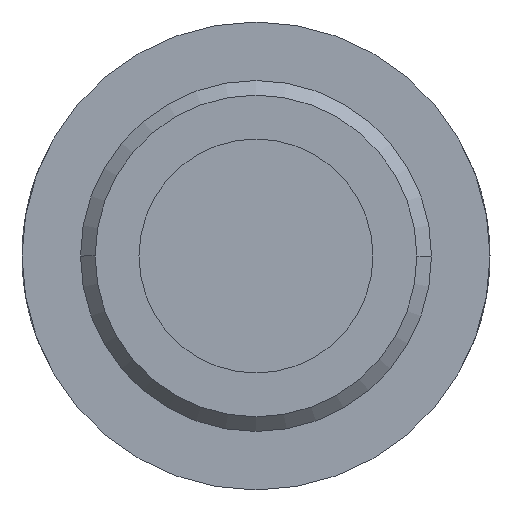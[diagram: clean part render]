
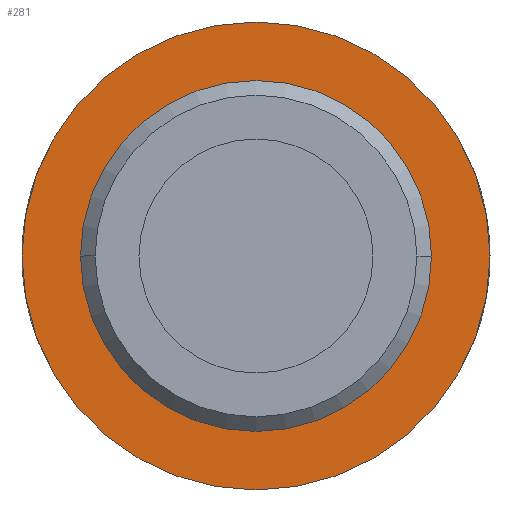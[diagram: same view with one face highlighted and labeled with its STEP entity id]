
A CAD part, left-side view. The second image highlights one B-rep face of the part: STEP entity #281.
In plain terms, the highlighted planar face has unit normal (-1, 0, 0).
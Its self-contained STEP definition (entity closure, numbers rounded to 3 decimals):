
#143=CARTESIAN_POINT('Vertex',(-29.,8.,0.)) ;
#148=CARTESIAN_POINT('Axis2P3D Location',(-29.,0.,0.)) ;
#152=CARTESIAN_POINT('Vertex',(-29.,-8.,0.)) ;
#249=CARTESIAN_POINT('Axis2P3D Location',(-29.,0.,0.)) ;
#254=CARTESIAN_POINT('Axis2P3D Location',(-29.,0.,0.)) ;
#263=CARTESIAN_POINT('Axis2P3D Location',(-29.,0.,0.)) ;
#267=CARTESIAN_POINT('Vertex',(-29.,-6.,0.)) ;
#269=CARTESIAN_POINT('Vertex',(-29.,6.,0.)) ;
#272=CARTESIAN_POINT('Axis2P3D Location',(-29.,0.,0.)) ;
#149=DIRECTION('Axis2P3D Direction',(1.,0.,0.)) ;
#250=DIRECTION('Axis2P3D Direction',(1.,0.,0.)) ;
#251=DIRECTION('Axis2P3D XDirection',(0.,1.,0.)) ;
#255=DIRECTION('Axis2P3D Direction',(1.,0.,0.)) ;
#264=DIRECTION('Axis2P3D Direction',(1.,0.,0.)) ;
#273=DIRECTION('Axis2P3D Direction',(1.,0.,0.)) ;
#150=AXIS2_PLACEMENT_3D('Circle Axis2P3D',#148,#149,$) ;
#252=AXIS2_PLACEMENT_3D('Plane Axis2P3D',#249,#250,#251) ;
#256=AXIS2_PLACEMENT_3D('Circle Axis2P3D',#254,#255,$) ;
#265=AXIS2_PLACEMENT_3D('Circle Axis2P3D',#263,#264,$) ;
#274=AXIS2_PLACEMENT_3D('Circle Axis2P3D',#272,#273,$) ;
#260=ORIENTED_EDGE('',*,*,#258,.F.) ;
#261=ORIENTED_EDGE('',*,*,#154,.F.) ;
#278=ORIENTED_EDGE('',*,*,#271,.T.) ;
#279=ORIENTED_EDGE('',*,*,#276,.T.) ;
#280=FACE_BOUND('',#277,.T.) ;
#281=ADVANCED_FACE('Corps principal',(#262,#280),#253,.F.) ;
#151=CIRCLE('generated circle',#150,8.) ;
#257=CIRCLE('generated circle',#256,8.) ;
#266=CIRCLE('generated circle',#265,6.) ;
#275=CIRCLE('generated circle',#274,6.) ;
#154=EDGE_CURVE('',#144,#153,#151,.T.) ;
#258=EDGE_CURVE('',#153,#144,#257,.T.) ;
#271=EDGE_CURVE('',#268,#270,#266,.T.) ;
#276=EDGE_CURVE('',#270,#268,#275,.T.) ;
#259=EDGE_LOOP('',(#260,#261)) ;
#277=EDGE_LOOP('',(#278,#279)) ;
#262=FACE_OUTER_BOUND('',#259,.T.) ;
#253=PLANE('Plane',#252) ;
#144=VERTEX_POINT('',#143) ;
#153=VERTEX_POINT('',#152) ;
#268=VERTEX_POINT('',#267) ;
#270=VERTEX_POINT('',#269) ;
